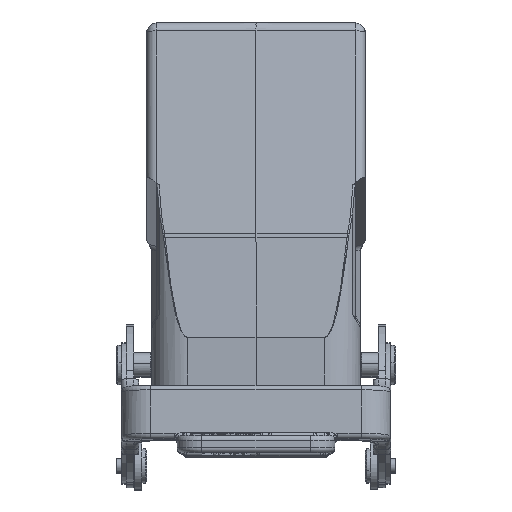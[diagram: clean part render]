
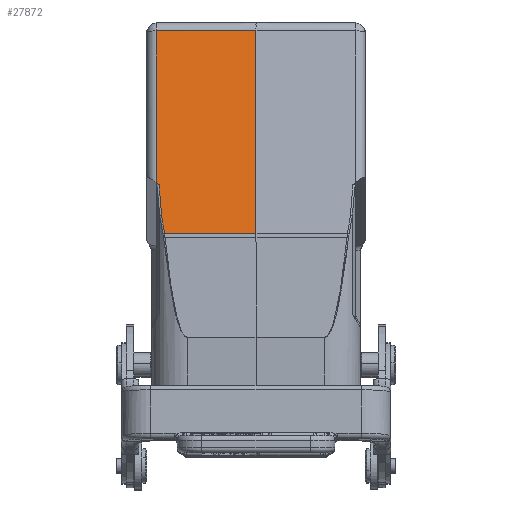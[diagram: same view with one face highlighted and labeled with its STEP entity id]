
A CAD part, top view. The second image highlights one B-rep face of the part: STEP entity #27872.
In plain terms, the highlighted planar face has unit normal (-0.009, 0.174, 0.985).
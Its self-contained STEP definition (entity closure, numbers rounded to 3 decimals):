
#67=CARTESIAN_POINT('',(-20.517,-11.704,56.062));
#75=DIRECTION('',(0.,-0.985,0.174));
#76=VECTOR('',#75,31.771);
#77=CARTESIAN_POINT('',(-20.517,19.584,50.546));
#78=LINE('',#77,#76);
#79=DIRECTION('',(0.762,-0.637,0.119));
#80=VECTOR('',#79,0.727);
#81=CARTESIAN_POINT('',(-20.517,-11.704,56.062));
#82=LINE('',#81,#80);
#91=CARTESIAN_POINT('',(-19.449,-18.497,57.27));
#92=CARTESIAN_POINT('',(-19.749,-16.402,56.898));
#93=CARTESIAN_POINT('',(-19.895,-14.285,56.523));
#94=CARTESIAN_POINT('',(-19.963,-12.168,56.149));
#96=DIRECTION('',(1.,0.009,0.007));
#97=VECTOR('',#96,20.519);
#98=CARTESIAN_POINT('',(-20.517,19.584,50.546));
#99=LINE('',#98,#97);
#100=DIRECTION('',(0.,-0.985,0.174));
#101=VECTOR('',#100,42.562);
#102=CARTESIAN_POINT('',(0.,19.763,50.696));
#103=LINE('',#102,#101);
#104=CARTESIAN_POINT('',(-18.848,-22.177,57.924));
#105=CARTESIAN_POINT('',(-19.075,-20.955,57.706));
#106=CARTESIAN_POINT('',(-19.272,-19.728,57.488));
#107=CARTESIAN_POINT('',(-19.449,-18.497,57.27));
#144=DIRECTION('',(1.,0.001,0.009));
#145=VECTOR('',#144,18.848);
#146=CARTESIAN_POINT('',(-18.848,-22.177,57.924));
#147=LINE('',#146,#145);
#22431=VERTEX_POINT('',#67);
#22432=CARTESIAN_POINT('',(-20.517,19.584,
50.546));
#22433=VERTEX_POINT('',#22432);
#22434=CARTESIAN_POINT('',(-19.963,-12.168,
56.149));
#22435=VERTEX_POINT('',#22434);
#22442=VERTEX_POINT('',#91);
#22443=CARTESIAN_POINT('',(0.,19.763,
50.696));
#22444=VERTEX_POINT('',#22443);
#22445=CARTESIAN_POINT('',(0.,-22.152,
58.087));
#22446=VERTEX_POINT('',#22445);
#22447=CARTESIAN_POINT('',(-18.848,-22.177,
57.924));
#22448=VERTEX_POINT('',#22447);
#27853=CARTESIAN_POINT('',(0.,21.415,50.404));
#27854=DIRECTION('',(-0.009,0.174,0.985));
#27855=DIRECTION('',(0.,-0.985,0.174));
#27856=AXIS2_PLACEMENT_3D('',#27853,#27854,#27855);
#27857=PLANE('',#27856);
#27859=ORIENTED_EDGE('',*,*,#27858,.T.);
#27860=ORIENTED_EDGE('',*,*,#27836,.F.);
#27861=ORIENTED_EDGE('',*,*,#27826,.F.);
#27863=ORIENTED_EDGE('',*,*,#27862,.T.);
#27865=ORIENTED_EDGE('',*,*,#27864,.T.);
#27867=ORIENTED_EDGE('',*,*,#27866,.F.);
#27869=ORIENTED_EDGE('',*,*,#27868,.T.);
#27870=EDGE_LOOP('',(#27859,#27860,#27861,#27863,#27865,#27867,#27869));
#27871=FACE_OUTER_BOUND('',#27870,.F.);
#27872=ADVANCED_FACE('',(#27871),#27857,.T.);
#95=B_SPLINE_CURVE_WITH_KNOTS('',3,(#91,#92,#93,#94),.UNSPECIFIED.,.F.,.F.,(4,
4),(0.,1.),.UNSPECIFIED.);
#108=B_SPLINE_CURVE_WITH_KNOTS('',3,(#104,#105,#106,#107),.UNSPECIFIED.,.F.,.F.,
(4,4),(0.,1.),.UNSPECIFIED.);
#27826=EDGE_CURVE('',#22433,#22431,#78,.T.);
#27836=EDGE_CURVE('',#22431,#22435,#82,.T.);
#27858=EDGE_CURVE('',#22442,#22435,#95,.T.);
#27862=EDGE_CURVE('',#22433,#22444,#99,.T.);
#27864=EDGE_CURVE('',#22444,#22446,#103,.T.);
#27866=EDGE_CURVE('',#22448,#22446,#147,.T.);
#27868=EDGE_CURVE('',#22448,#22442,#108,.T.);
